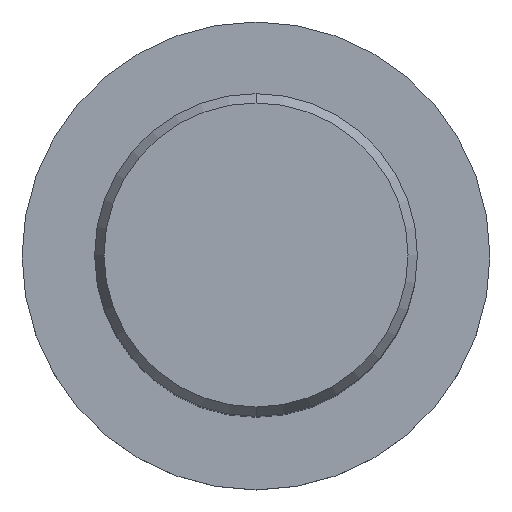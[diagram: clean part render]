
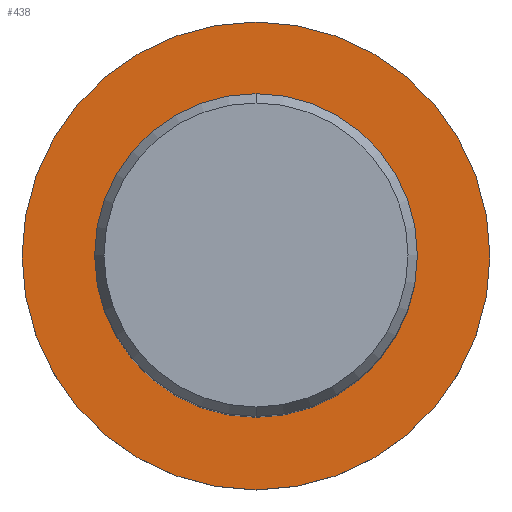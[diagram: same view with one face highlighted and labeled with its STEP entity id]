
A CAD part, top view. The second image highlights one B-rep face of the part: STEP entity #438.
In plain terms, the highlighted planar face has unit normal (0, 0, 1).
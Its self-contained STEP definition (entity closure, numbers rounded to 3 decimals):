
#192=VERTEX_POINT('',#525);
#224=EDGE_CURVE('',#192,#346,#561,.T.);
#342=EDGE_CURVE('',#486,#464,#690,.T.);
#346=VERTEX_POINT('',#694);
#364=EDGE_CURVE('',#464,#486,#712,.T.);
#438=ADVANCED_FACE('',(#795,#796),#797,.T.);
#464=VERTEX_POINT('',#825);
#470=EDGE_CURVE('',#346,#192,#832,.T.);
#486=VERTEX_POINT('',#849);
#525=CARTESIAN_POINT('',(0.0,29.0,-70.0));
#561=CIRCLE('',#923,29.0);
#690=CIRCLE('',#1227,20.0);
#694=CARTESIAN_POINT('',(0.,-29.0,-70.0));
#712=CIRCLE('',#1259,20.0);
#795=FACE_BOUND('',#1483,.T.);
#796=FACE_OUTER_BOUND('',#1484,.T.);
#797=PLANE('',#1485);
#825=CARTESIAN_POINT('',(0.,-20.0,-70.0));
#832=CIRCLE('',#1527,29.0);
#849=CARTESIAN_POINT('',(0.0,20.0,-70.0));
#923=AXIS2_PLACEMENT_3D('',#1651,#1652,#1653);
#1227=AXIS2_PLACEMENT_3D('',#1797,#1798,#1799);
#1259=AXIS2_PLACEMENT_3D('',#1812,#1813,#1814);
#1483=EDGE_LOOP('',(#1918,#1919));
#1484=EDGE_LOOP('',(#1920,#1921));
#1485=AXIS2_PLACEMENT_3D('',#1922,#1923,#1924);
#1527=AXIS2_PLACEMENT_3D('',#1963,#1964,#1965);
#1651=CARTESIAN_POINT('',(0.0,0.0,-70.0));
#1652=DIRECTION('',(0.0,0.0,-1.0));
#1653=DIRECTION('',(0.0,1.0,0.0));
#1797=CARTESIAN_POINT('',(0.0,0.0,-70.0));
#1798=DIRECTION('',(-0.0,0.0,-1.0));
#1799=DIRECTION('',(0.0,1.0,0.0));
#1812=CARTESIAN_POINT('',(0.0,0.0,-70.0));
#1813=DIRECTION('',(-0.0,0.0,-1.0));
#1814=DIRECTION('',(0.0,1.0,0.0));
#1918=ORIENTED_EDGE('',*,*,#342,.T.);
#1919=ORIENTED_EDGE('',*,*,#364,.T.);
#1920=ORIENTED_EDGE('',*,*,#224,.F.);
#1921=ORIENTED_EDGE('',*,*,#470,.F.);
#1922=CARTESIAN_POINT('',(0.0,14.5,-70.0));
#1923=DIRECTION('',(-0.0,0.0,1.0));
#1924=DIRECTION('',(0.0,-1.0,0.0));
#1963=CARTESIAN_POINT('',(0.0,0.0,-70.0));
#1964=DIRECTION('',(0.0,0.0,-1.0));
#1965=DIRECTION('',(0.0,1.0,0.0));
